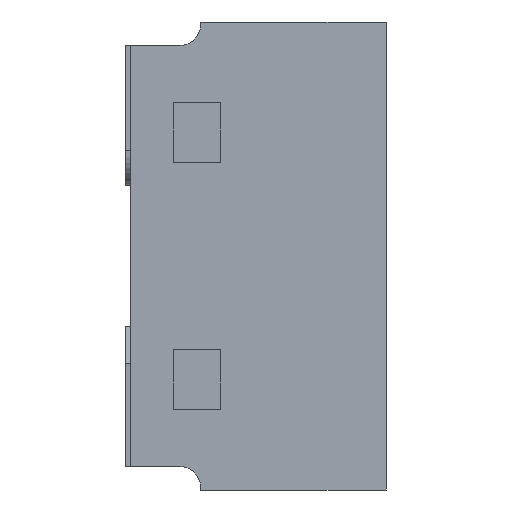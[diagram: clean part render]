
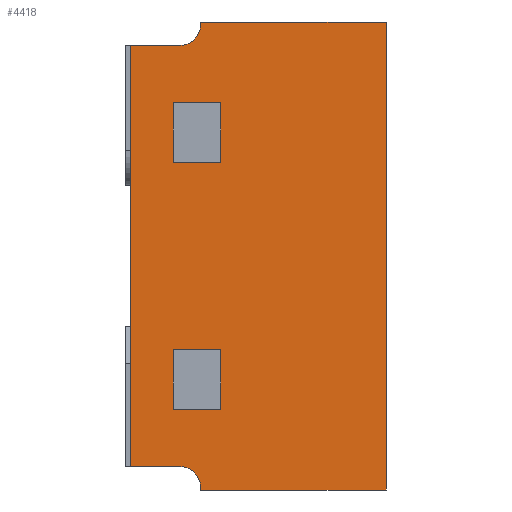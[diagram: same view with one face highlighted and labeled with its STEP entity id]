
A CAD part, left-side view. The second image highlights one B-rep face of the part: STEP entity #4418.
In plain terms, the highlighted planar face has unit normal (-1, 0, 0).
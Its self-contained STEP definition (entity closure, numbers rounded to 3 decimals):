
#4279 = EDGE_CURVE('',#4280,#4282,#4284,.T.);
#4280 = VERTEX_POINT('',#4281);
#4281 = CARTESIAN_POINT('',(0.,0.,-1.));
#4282 = VERTEX_POINT('',#4283);
#4283 = CARTESIAN_POINT('',(0.,0.,0.));
#4284 = LINE('',#4285,#4286);
#4285 = CARTESIAN_POINT('',(0.,0.,0.));
#4286 = VECTOR('',#4287,1.);
#4287 = DIRECTION('',(-0.,-0.,1.));
#4418 = ADVANCED_FACE('',(#4419,#4453,#4528),#4562,.F.);
#4419 = FACE_BOUND('',#4420,.T.);
#4420 = EDGE_LOOP('',(#4421,#4431,#4439,#4447));
#4421 = ORIENTED_EDGE('',*,*,#4422,.F.);
#4422 = EDGE_CURVE('',#4423,#4425,#4427,.T.);
#4423 = VERTEX_POINT('',#4424);
#4424 = CARTESIAN_POINT('',(0.,0.455,-0.172));
#4425 = VERTEX_POINT('',#4426);
#4426 = CARTESIAN_POINT('',(0.,0.455,-0.3));
#4427 = LINE('',#4428,#4429);
#4428 = CARTESIAN_POINT('',(0.,0.455,-0.172));
#4429 = VECTOR('',#4430,1.);
#4430 = DIRECTION('',(0.,0.,-1.));
#4431 = ORIENTED_EDGE('',*,*,#4432,.T.);
#4432 = EDGE_CURVE('',#4423,#4433,#4435,.T.);
#4433 = VERTEX_POINT('',#4434);
#4434 = CARTESIAN_POINT('',(0.,0.353,-0.172));
#4435 = LINE('',#4436,#4437);
#4436 = CARTESIAN_POINT('',(0.,0.455,-0.172));
#4437 = VECTOR('',#4438,1.);
#4438 = DIRECTION('',(0.,-1.,0.));
#4439 = ORIENTED_EDGE('',*,*,#4440,.T.);
#4440 = EDGE_CURVE('',#4433,#4441,#4443,.T.);
#4441 = VERTEX_POINT('',#4442);
#4442 = CARTESIAN_POINT('',(0.,0.353,-0.3));
#4443 = LINE('',#4444,#4445);
#4444 = CARTESIAN_POINT('',(0.,0.353,-0.172));
#4445 = VECTOR('',#4446,1.);
#4446 = DIRECTION('',(0.,0.,-1.));
#4447 = ORIENTED_EDGE('',*,*,#4448,.F.);
#4448 = EDGE_CURVE('',#4425,#4441,#4449,.T.);
#4449 = LINE('',#4450,#4451);
#4450 = CARTESIAN_POINT('',(0.,0.455,-0.3));
#4451 = VECTOR('',#4452,1.);
#4452 = DIRECTION('',(0.,-1.,0.));
#4453 = FACE_BOUND('',#4454,.T.);
#4454 = EDGE_LOOP('',(#4455,#4466,#4474,#4482,#4490,#4499,#4507,#4513,
    #4514,#4522));
#4455 = ORIENTED_EDGE('',*,*,#4456,.T.);
#4456 = EDGE_CURVE('',#4457,#4459,#4461,.T.);
#4457 = VERTEX_POINT('',#4458);
#4458 = CARTESIAN_POINT('',(0.,0.396,-0.005));
#4459 = VERTEX_POINT('',#4460);
#4460 = CARTESIAN_POINT('',(0.,0.441,-0.05));
#4461 = CIRCLE('',#4462,0.045);
#4462 = AXIS2_PLACEMENT_3D('',#4463,#4464,#4465);
#4463 = CARTESIAN_POINT('',(0.,0.441,-0.005));
#4464 = DIRECTION('',(1.,0.,0.));
#4465 = DIRECTION('',(0.,0.,-1.));
#4466 = ORIENTED_EDGE('',*,*,#4467,.T.);
#4467 = EDGE_CURVE('',#4459,#4468,#4470,.T.);
#4468 = VERTEX_POINT('',#4469);
#4469 = CARTESIAN_POINT('',(0.,0.546,-0.05));
#4470 = LINE('',#4471,#4472);
#4471 = CARTESIAN_POINT('',(0.,0.546,-0.05));
#4472 = VECTOR('',#4473,1.);
#4473 = DIRECTION('',(-0.,1.,0.));
#4474 = ORIENTED_EDGE('',*,*,#4475,.F.);
#4475 = EDGE_CURVE('',#4476,#4468,#4478,.T.);
#4476 = VERTEX_POINT('',#4477);
#4477 = CARTESIAN_POINT('',(0.,0.546,-0.95));
#4478 = LINE('',#4479,#4480);
#4479 = CARTESIAN_POINT('',(0.,0.546,0.));
#4480 = VECTOR('',#4481,1.);
#4481 = DIRECTION('',(-0.,-0.,1.));
#4482 = ORIENTED_EDGE('',*,*,#4483,.T.);
#4483 = EDGE_CURVE('',#4476,#4484,#4486,.T.);
#4484 = VERTEX_POINT('',#4485);
#4485 = CARTESIAN_POINT('',(0.,0.441,-0.95));
#4486 = LINE('',#4487,#4488);
#4487 = CARTESIAN_POINT('',(0.,0.546,-0.95));
#4488 = VECTOR('',#4489,1.);
#4489 = DIRECTION('',(0.,-1.,0.));
#4490 = ORIENTED_EDGE('',*,*,#4491,.T.);
#4491 = EDGE_CURVE('',#4484,#4492,#4494,.T.);
#4492 = VERTEX_POINT('',#4493);
#4493 = CARTESIAN_POINT('',(0.,0.396,-0.995));
#4494 = CIRCLE('',#4495,0.045);
#4495 = AXIS2_PLACEMENT_3D('',#4496,#4497,#4498);
#4496 = CARTESIAN_POINT('',(0.,0.441,-0.995));
#4497 = DIRECTION('',(1.,0.,-0.));
#4498 = DIRECTION('',(0.,0.,1.));
#4499 = ORIENTED_EDGE('',*,*,#4500,.T.);
#4500 = EDGE_CURVE('',#4492,#4501,#4503,.T.);
#4501 = VERTEX_POINT('',#4502);
#4502 = CARTESIAN_POINT('',(0.,0.396,-1.));
#4503 = LINE('',#4504,#4505);
#4504 = CARTESIAN_POINT('',(0.,0.396,-1.));
#4505 = VECTOR('',#4506,1.);
#4506 = DIRECTION('',(-0.,-0.,-1.));
#4507 = ORIENTED_EDGE('',*,*,#4508,.T.);
#4508 = EDGE_CURVE('',#4501,#4280,#4509,.T.);
#4509 = LINE('',#4510,#4511);
#4510 = CARTESIAN_POINT('',(0.,0.546,-1.));
#4511 = VECTOR('',#4512,1.);
#4512 = DIRECTION('',(-0.,-1.,-0.));
#4513 = ORIENTED_EDGE('',*,*,#4279,.T.);
#4514 = ORIENTED_EDGE('',*,*,#4515,.F.);
#4515 = EDGE_CURVE('',#4516,#4282,#4518,.T.);
#4516 = VERTEX_POINT('',#4517);
#4517 = CARTESIAN_POINT('',(0.,0.396,0.));
#4518 = LINE('',#4519,#4520);
#4519 = CARTESIAN_POINT('',(0.,0.546,0.));
#4520 = VECTOR('',#4521,1.);
#4521 = DIRECTION('',(-0.,-1.,-0.));
#4522 = ORIENTED_EDGE('',*,*,#4523,.T.);
#4523 = EDGE_CURVE('',#4516,#4457,#4524,.T.);
#4524 = LINE('',#4525,#4526);
#4525 = CARTESIAN_POINT('',(0.,0.396,0.));
#4526 = VECTOR('',#4527,1.);
#4527 = DIRECTION('',(0.,0.,-1.));
#4528 = FACE_BOUND('',#4529,.T.);
#4529 = EDGE_LOOP('',(#4530,#4540,#4548,#4556));
#4530 = ORIENTED_EDGE('',*,*,#4531,.F.);
#4531 = EDGE_CURVE('',#4532,#4534,#4536,.T.);
#4532 = VERTEX_POINT('',#4533);
#4533 = CARTESIAN_POINT('',(0.,0.455,-0.7));
#4534 = VERTEX_POINT('',#4535);
#4535 = CARTESIAN_POINT('',(0.,0.455,-0.828));
#4536 = LINE('',#4537,#4538);
#4537 = CARTESIAN_POINT('',(0.,0.455,-0.828));
#4538 = VECTOR('',#4539,1.);
#4539 = DIRECTION('',(0.,-0.,-1.));
#4540 = ORIENTED_EDGE('',*,*,#4541,.T.);
#4541 = EDGE_CURVE('',#4532,#4542,#4544,.T.);
#4542 = VERTEX_POINT('',#4543);
#4543 = CARTESIAN_POINT('',(0.,0.353,-0.7));
#4544 = LINE('',#4545,#4546);
#4545 = CARTESIAN_POINT('',(0.,0.455,-0.7));
#4546 = VECTOR('',#4547,1.);
#4547 = DIRECTION('',(0.,-1.,0.));
#4548 = ORIENTED_EDGE('',*,*,#4549,.T.);
#4549 = EDGE_CURVE('',#4542,#4550,#4552,.T.);
#4550 = VERTEX_POINT('',#4551);
#4551 = CARTESIAN_POINT('',(0.,0.353,-0.828));
#4552 = LINE('',#4553,#4554);
#4553 = CARTESIAN_POINT('',(0.,0.353,-0.828));
#4554 = VECTOR('',#4555,1.);
#4555 = DIRECTION('',(0.,-0.,-1.));
#4556 = ORIENTED_EDGE('',*,*,#4557,.F.);
#4557 = EDGE_CURVE('',#4534,#4550,#4558,.T.);
#4558 = LINE('',#4559,#4560);
#4559 = CARTESIAN_POINT('',(0.,0.455,-0.828));
#4560 = VECTOR('',#4561,1.);
#4561 = DIRECTION('',(0.,-1.,0.));
#4562 = PLANE('',#4563);
#4563 = AXIS2_PLACEMENT_3D('',#4564,#4565,#4566);
#4564 = CARTESIAN_POINT('',(0.,0.546,0.));
#4565 = DIRECTION('',(1.,-0.,0.));
#4566 = DIRECTION('',(0.,0.,-1.));
